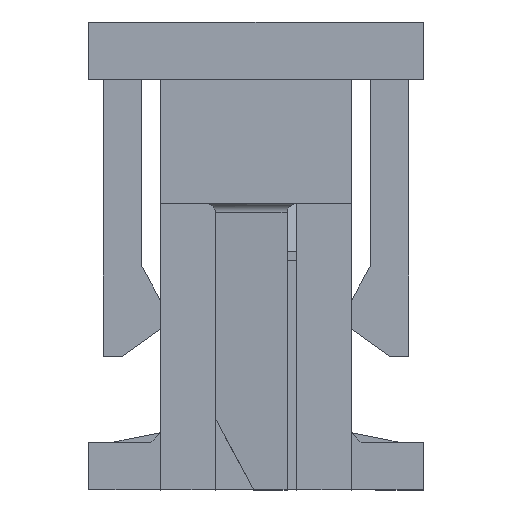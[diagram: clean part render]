
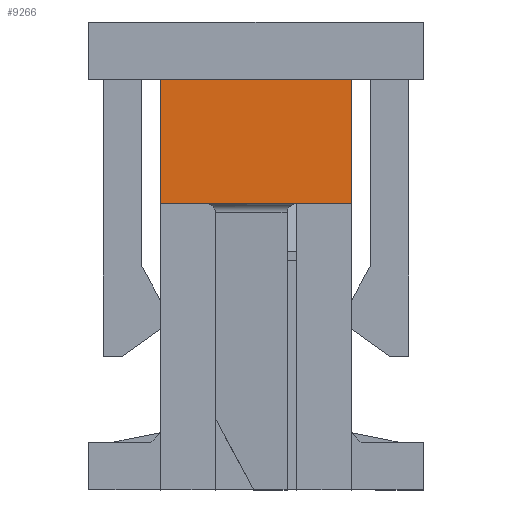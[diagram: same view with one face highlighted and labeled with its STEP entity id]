
A CAD part, left-side view. The second image highlights one B-rep face of the part: STEP entity #9266.
In plain terms, the highlighted planar face has unit normal (-1, 0, 0).
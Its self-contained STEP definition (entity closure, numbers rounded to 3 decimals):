
#2650=ORIENTED_EDGE('',*,*,#4099,.F.);
#2651=ORIENTED_EDGE('',*,*,#4094,.F.);
#2652=ORIENTED_EDGE('',*,*,#4101,.T.);
#2653=ORIENTED_EDGE('',*,*,#4102,.T.);
#4094=EDGE_CURVE('',#4990,#4991,#6240,.T.);
#4099=EDGE_CURVE('',#4991,#4995,#6245,.T.);
#4101=EDGE_CURVE('',#4990,#4996,#6247,.T.);
#4102=EDGE_CURVE('',#4996,#4995,#6248,.T.);
#4990=VERTEX_POINT('',#14635);
#4991=VERTEX_POINT('',#14637);
#4995=VERTEX_POINT('',#14647);
#4996=VERTEX_POINT('',#14651);
#6240=LINE('',#14636,#7510);
#6245=LINE('',#14646,#7515);
#6247=LINE('',#14650,#7517);
#6248=LINE('',#14652,#7518);
#7510=VECTOR('',#11978,1000.);
#7515=VECTOR('',#11985,1000.);
#7517=VECTOR('',#11989,1000.);
#7518=VECTOR('',#11990,1000.);
#7980=EDGE_LOOP('',(#2650,#2651,#2652,#2653));
#8422=FACE_BOUND('',#7980,.T.);
#8841=PLANE('',#9823);
#9266=ADVANCED_FACE('',(#8422),#8841,.T.);
#9823=AXIS2_PLACEMENT_3D('',#14649,#11987,#11988);
#11978=DIRECTION('',(0.,1.,0.));
#11985=DIRECTION('',(0.,0.,1.));
#11987=DIRECTION('',(-1.,0.,0.));
#11988=DIRECTION('',(0.,0.,1.));
#11989=DIRECTION('',(0.,0.,1.));
#11990=DIRECTION('',(0.,1.,0.));
#14635=CARTESIAN_POINT('',(-6.7,-1.,-0.65));
#14636=CARTESIAN_POINT('',(-6.7,-1.,-0.65));
#14637=CARTESIAN_POINT('',(-6.7,1.,-0.65));
#14646=CARTESIAN_POINT('',(-6.7,1.,-0.65));
#14647=CARTESIAN_POINT('',(-6.7,1.,0.65));
#14649=CARTESIAN_POINT('',(-6.7,-1.,-0.65));
#14650=CARTESIAN_POINT('',(-6.7,-1.,-0.65));
#14651=CARTESIAN_POINT('',(-6.7,-1.,0.65));
#14652=CARTESIAN_POINT('',(-6.7,-1.,0.65));
